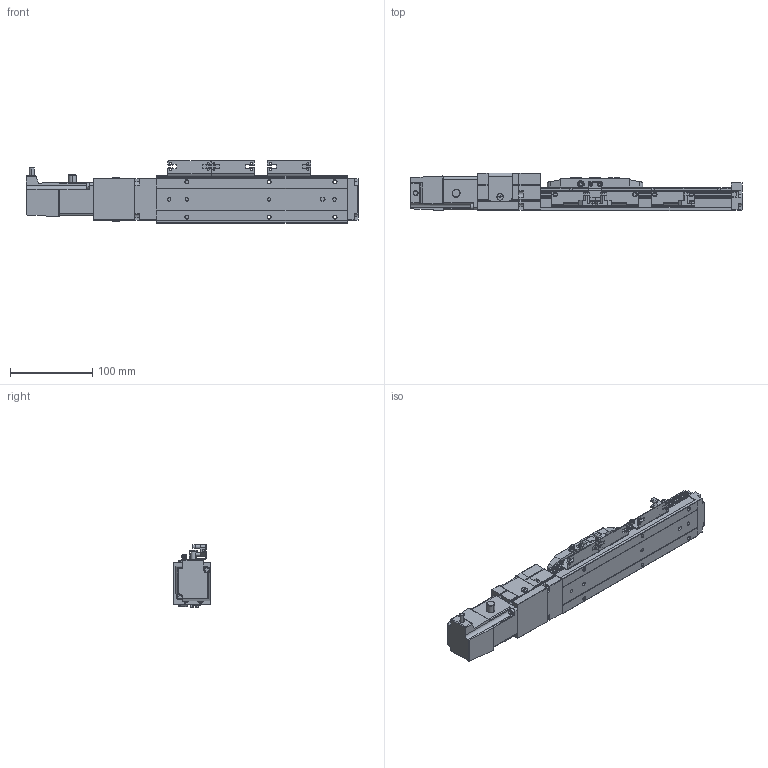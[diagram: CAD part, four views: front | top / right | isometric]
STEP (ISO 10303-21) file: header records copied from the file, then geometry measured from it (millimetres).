
FILE_DESCRIPTION (( 'STEP AP214' ), '1' );
FILE_NAME ('MLU52BC-10XLD-0100-XXXX.STEP', '2025-02-28T15:14:06', ( '' ), ( '' ), 'SwSTEP 2.0', 'SolidWorks 2022', '' );
FILE_SCHEMA (( 'AUTOMOTIVE_DESIGN' ));
Length unit declared in the file: millimetre
Products named in the file (12): MLU-100-4; MLU-100-2; MLU-100-1; MLU-100-3; MLU-100MOTOR; MLU52BC-10XLD-0100-XXXX; MLU-100-5; MLU-100SENSOR; MLU-100CARRIAGE; FANG STICKER; MLU-100-SENSORPLATE; MLU-100FANGTOOTH
Assembly tree (15 placements, depth 2):
  MLU52BC-10XLD-0100-XXXX
    MLU-100-1
    MLU-100-2
    MLU-100-3
    MLU-100MOTOR
    MLU-100-4
    MLU-100FANGTOOTH
    MLU-100CARRIAGE
    MLU-100-5
    MLU-100-SENSORPLATE  x3
    MLU-100SENSOR  x3
    FANG STICKER
Bounding box: 403.4 x 46 x 76 mm (x, y, z)
Volume: 643120.4 mm3; surface area: 146331.3 mm2
Topology: 15 solids, 15 shells, 1481 faces, 3980 edges, 2621 vertices
Faces by surface type: plane 821, cylinder 572, cone 48, torus 40
Entity records: 39490 total; most frequent: CARTESIAN_POINT 7863, ORIENTED_EDGE 6520, DIRECTION 6483, EDGE_CURVE 3260, LINE 2181, VECTOR 2181, AXIS2_PLACEMENT_3D 2151, VERTEX_POINT 2149
